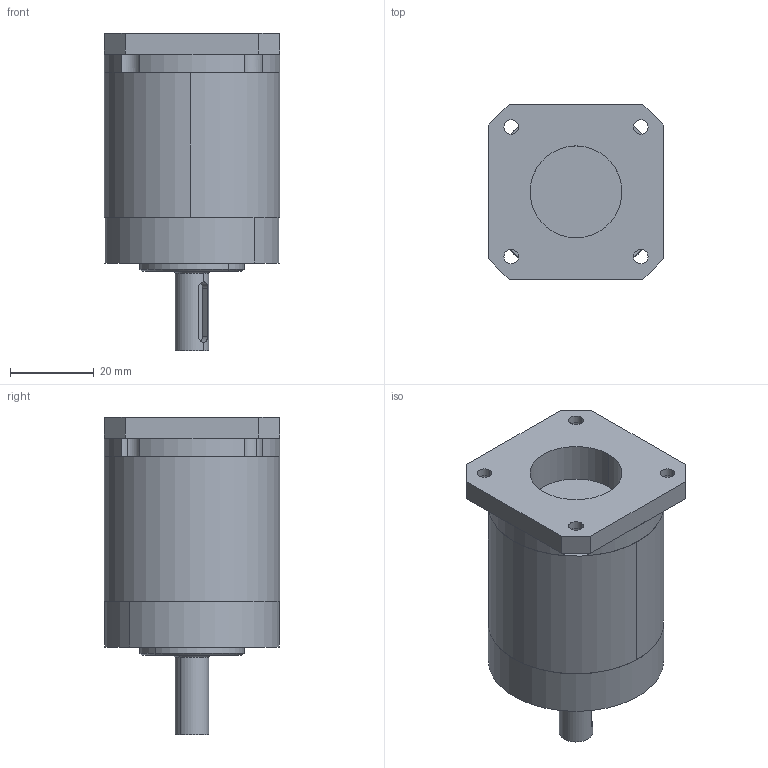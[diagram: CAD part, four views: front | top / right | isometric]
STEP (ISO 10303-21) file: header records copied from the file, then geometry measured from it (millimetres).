
FILE_DESCRIPTION (( 'STEP AP214' ), '1' );
FILE_NAME ('42XG媼撰厒掀.STEP', '2023-08-07T11:24:20', ( '' ), ( '' ), 'SwSTEP 2.0', 'SolidWorks 2021', '' );
FILE_SCHEMA (( 'AUTOMOTIVE_DESIGN' ));
Length unit declared in the file: millimetre
Products named in the file (4): 42XG傷裔; 42XG媼撰厒掀儂旯; 42XG菁釱; 42XG媼撰厒掀
Assembly tree (3 placements, depth 2):
  42XG媼撰厒掀
    42XG菁釱
    42XG媼撰厒掀儂旯
    42XG傷裔
Bounding box: 42 x 42 x 76 mm (x, y, z)
Volume: 74027 mm3; surface area: 18399.7 mm2
Topology: 3 solids, 3 shells, 217 faces, 576 edges, 369 vertices
Faces by surface type: cylinder 149, plane 39, bspline 15, cone 14
Entity records: 14647 total; most frequent: CARTESIAN_POINT 9291, ORIENTED_EDGE 1152, DIRECTION 890, EDGE_CURVE 576, VERTEX_POINT 369, AXIS2_PLACEMENT_3D 325, VECTOR 240, LINE 240
